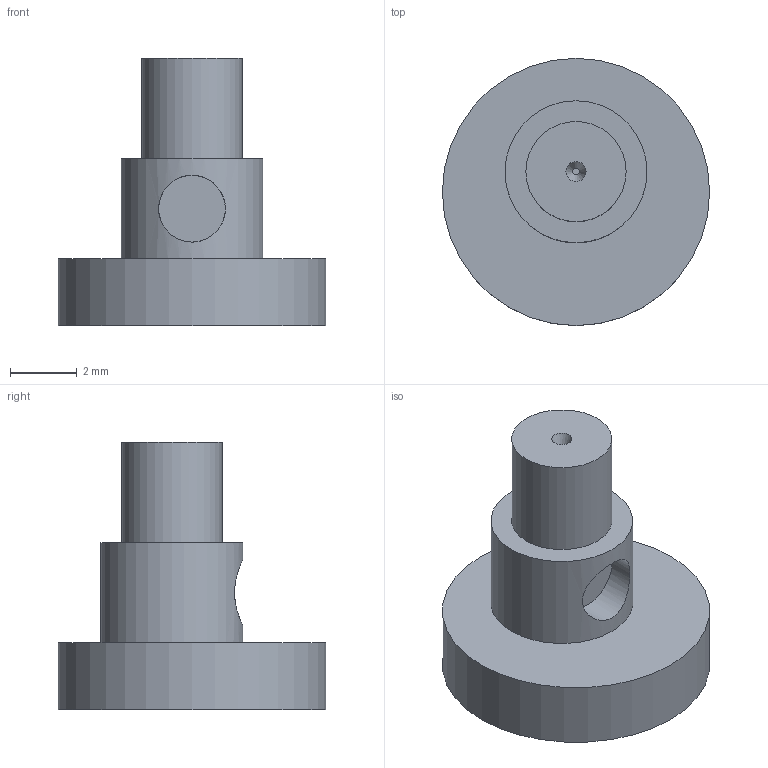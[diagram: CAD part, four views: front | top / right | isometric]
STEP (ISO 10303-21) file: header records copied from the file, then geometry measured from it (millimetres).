
FILE_DESCRIPTION(('Open CASCADE Model'),'2;1');
FILE_NAME('Open CASCADE Shape Model','2025-01-05T23:45:00',('Author'),( 'Open CASCADE'),'Open CASCADE STEP processor 7.7','Open CASCADE 7.7' ,'Unknown');
FILE_SCHEMA(('AUTOMOTIVE_DESIGN { 1 0 10303 214 1 1 1 1 }'));
Length unit declared in the file: millimetre
Products named in the file (1): SOLID
Bounding box: 8 x 8 x 8 mm (x, y, z)
Volume: 152.4 mm3; surface area: 245.7 mm2
Topology: 1 solids, 1 shells, 14 faces, 21 edges, 14 vertices
Faces by surface type: plane 8, cylinder 5, cone 1
Full cylindrical faces by diameter (mm): 2 x1, 3 x1, 4.25 x1, 8 x1
Entity records: 832 total; most frequent: CARTESIAN_POINT 339, DIRECTION 97, ORIENTED_EDGE 42, PCURVE 42, DEFINITIONAL_REPRESENTATION 42, LINE 34, VECTOR 34, AXIS2_PLACEMENT_3D 26
